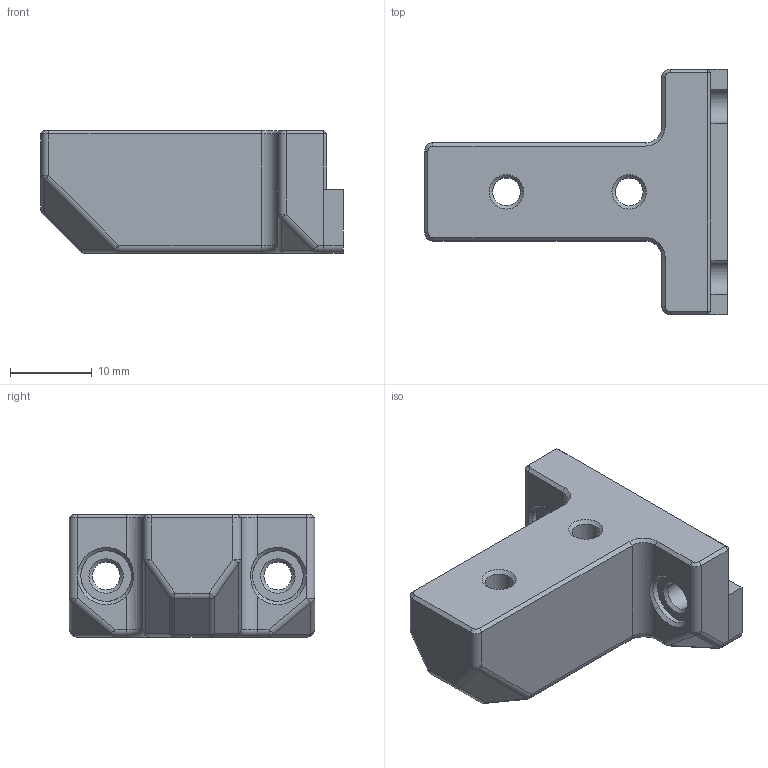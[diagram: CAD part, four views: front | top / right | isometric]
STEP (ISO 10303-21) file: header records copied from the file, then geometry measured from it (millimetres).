
FILE_DESCRIPTION(/* description */ (''),/* implementation_level */ '2;1');
FILE_NAME(/* name */ 'Pocket Watch Rear Mount.step',/* time_stamp */ '2020-08-16T12:31:28-04:00',/* author */ (''),/* organization */ (''),/* preprocessor_version */ 'ST-DEVELOPER v18.1',/* originating_system */ 'Autodesk Translation Framework v9.3.0.1241',/* authorisation */ '');
FILE_SCHEMA (('AUTOMOTIVE_DESIGN { 1 0 10303 214 3 1 1 }'));
Length unit declared in the file: millimetre
Products named in the file (2): Pocket Watch Rear Mount; Pocket_watch_Mounting_Bracket
Assembly tree (1 placements, depth 2):
  Pocket Watch Rear Mount
    Pocket_watch_Mounting_Bracket
Bounding box: 37 x 30 x 15 mm (x, y, z)
Volume: 7363.9 mm3; surface area: 3825.5 mm2
Topology: 2 solids, 2 shells, 132 faces, 294 edges, 160 vertices
Faces by surface type: plane 52, cylinder 42, cone 20, sphere 14, torus 2, bspline 2
Full cylindrical faces by diameter (mm): 3.4 x4, 6.2 x4
Entity records: 3862 total; most frequent: CARTESIAN_POINT 879, DIRECTION 662, ORIENTED_EDGE 572, EDGE_CURVE 286, AXIS2_PLACEMENT_3D 247, LINE 168, VECTOR 168, VERTEX_POINT 160
